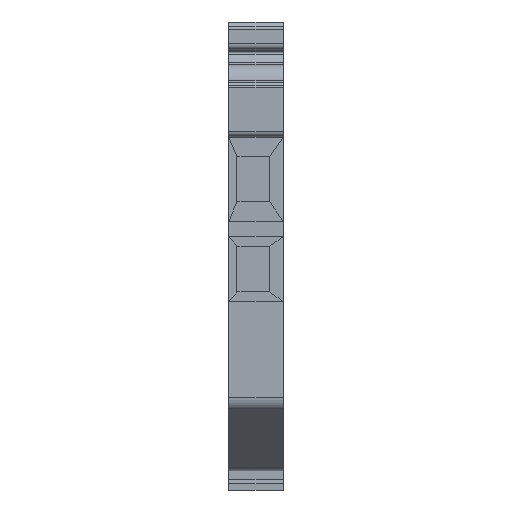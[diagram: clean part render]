
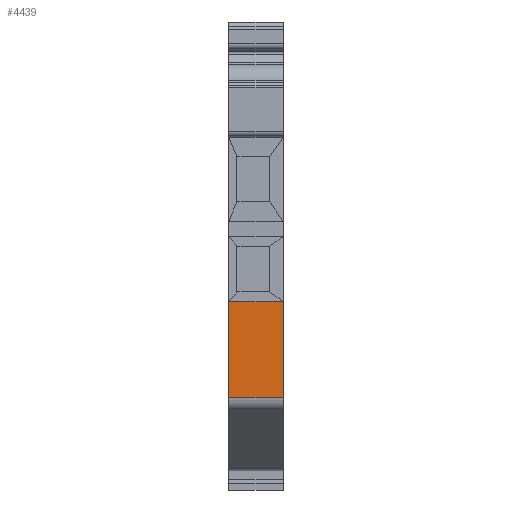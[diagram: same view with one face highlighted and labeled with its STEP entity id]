
A CAD part, left-side view. The second image highlights one B-rep face of the part: STEP entity #4439.
In plain terms, the highlighted face is planar.
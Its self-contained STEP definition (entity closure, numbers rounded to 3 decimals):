
#555 = LINE ( 'NONE', #3066, #3626 ) ;
#680 = VECTOR ( 'NONE', #5671, 1000. ) ;
#768 = CARTESIAN_POINT ( 'NONE',  ( 6., 14.426, 14.411 ) ) ;
#867 = EDGE_CURVE ( 'NONE', #2961, #6208, #5313, .T. ) ;
#1085 = EDGE_LOOP ( 'NONE', ( #3945, #8279, #1096, #2677 ) ) ;
#1090 = CARTESIAN_POINT ( 'NONE',  ( 0., 14.426, 3.835 ) ) ;
#1096 = ORIENTED_EDGE ( 'NONE', *, *, #1903, .T. ) ;
#1903 = EDGE_CURVE ( 'NONE', #6208, #7694, #555, .T. ) ;
#1937 = DIRECTION ( 'NONE',  ( 0., 0., -1. ) ) ;
#1995 = CARTESIAN_POINT ( 'NONE',  ( 0., 14.426, 14.411 ) ) ;
#2381 = CARTESIAN_POINT ( 'NONE',  ( 6., 14.426, 14.411 ) ) ;
#2502 = CARTESIAN_POINT ( 'NONE',  ( 0., 14.426, 3.835 ) ) ;
#2677 = ORIENTED_EDGE ( 'NONE', *, *, #6272, .F. ) ;
#2960 = FACE_OUTER_BOUND ( 'NONE', #1085, .T. ) ;
#2961 = VERTEX_POINT ( 'NONE', #7250 ) ;
#3038 = DIRECTION ( 'NONE',  ( 0., 0., 1. ) ) ;
#3066 = CARTESIAN_POINT ( 'NONE',  ( 6., 14.426, 23.288 ) ) ;
#3085 = DIRECTION ( 'NONE',  ( 0., -1., 0. ) ) ;
#3215 = VECTOR ( 'NONE', #3322, 1000. ) ;
#3322 = DIRECTION ( 'NONE',  ( 1., 0., 0. ) ) ;
#3529 = AXIS2_PLACEMENT_3D ( 'NONE', #4392, #3085, #3038 ) ;
#3593 = PLANE ( 'NONE',  #3529 ) ;
#3626 = VECTOR ( 'NONE', #1937, 1000. ) ;
#3945 = ORIENTED_EDGE ( 'NONE', *, *, #4637, .F. ) ;
#4392 = CARTESIAN_POINT ( 'NONE',  ( 0., 14.426, 23.288 ) ) ;
#4439 = ADVANCED_FACE ( 'NONE', ( #2960 ), #3593, .F. ) ;
#4637 = EDGE_CURVE ( 'NONE', #2961, #6269, #7121, .T. ) ;
#4672 = CARTESIAN_POINT ( 'NONE',  ( 6., 14.426, 3.835 ) ) ;
#5313 = LINE ( 'NONE', #768, #3215 ) ;
#5671 = DIRECTION ( 'NONE',  ( 1., 0., 0. ) ) ;
#6208 = VERTEX_POINT ( 'NONE', #2381 ) ;
#6269 = VERTEX_POINT ( 'NONE', #1090 ) ;
#6272 = EDGE_CURVE ( 'NONE', #6269, #7694, #8273, .T. ) ;
#6357 = DIRECTION ( 'NONE',  ( 0., 0., -1. ) ) ;
#7121 = LINE ( 'NONE', #1995, #7954 ) ;
#7250 = CARTESIAN_POINT ( 'NONE',  ( 0., 14.426, 14.411 ) ) ;
#7694 = VERTEX_POINT ( 'NONE', #4672 ) ;
#7954 = VECTOR ( 'NONE', #6357, 1000. ) ;
#8273 = LINE ( 'NONE', #2502, #680 ) ;
#8279 = ORIENTED_EDGE ( 'NONE', *, *, #867, .T. ) ;
